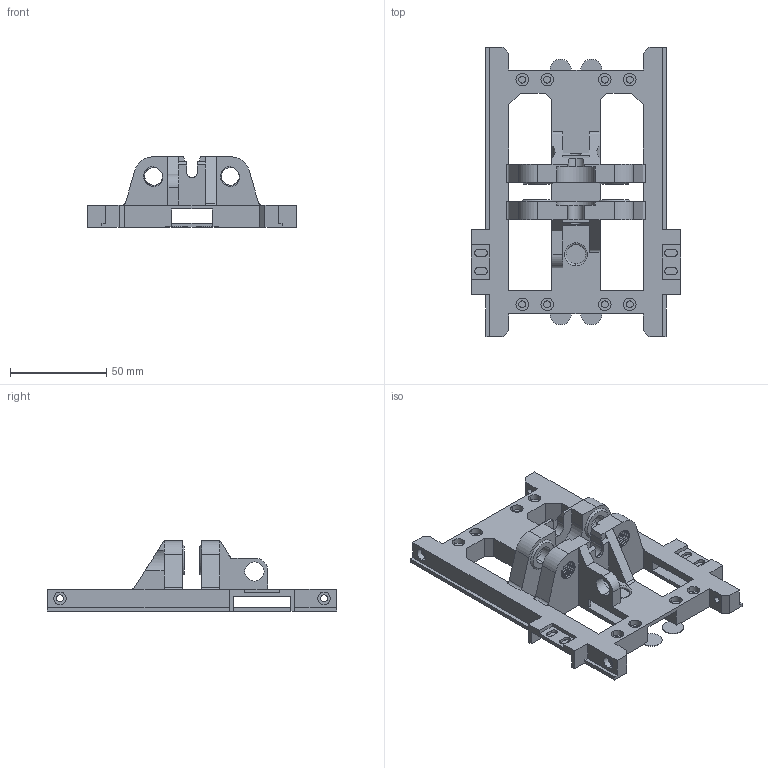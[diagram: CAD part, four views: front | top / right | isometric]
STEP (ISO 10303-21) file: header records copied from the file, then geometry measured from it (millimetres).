
FILE_DESCRIPTION (( 'STEP AP203' ), '1' );
FILE_NAME ('chassis.STEP', '2018-02-28T04:43:06', ( '' ), ( '' ), 'SwSTEP 2.0', 'SolidWorks 2017', '' );
FILE_SCHEMA (( 'CONFIG_CONTROL_DESIGN' ));
Length unit declared in the file: millimetre
Products named in the file (1): chassis
Bounding box: 109 x 150.5 x 36.7 mm (x, y, z)
Volume: 92764.4 mm3; surface area: 53565.4 mm2
Topology: 1 solids, 1 shells, 393 faces, 1111 edges, 738 vertices
Faces by surface type: plane 208, cylinder 171, cone 8, bspline 4, torus 2
Entity records: 15566 total; most frequent: CARTESIAN_POINT 5395, ORIENTED_EDGE 2222, DIRECTION 1995, EDGE_CURVE 1111, VERTEX_POINT 738, LINE 727, VECTOR 727, AXIS2_PLACEMENT_3D 634
